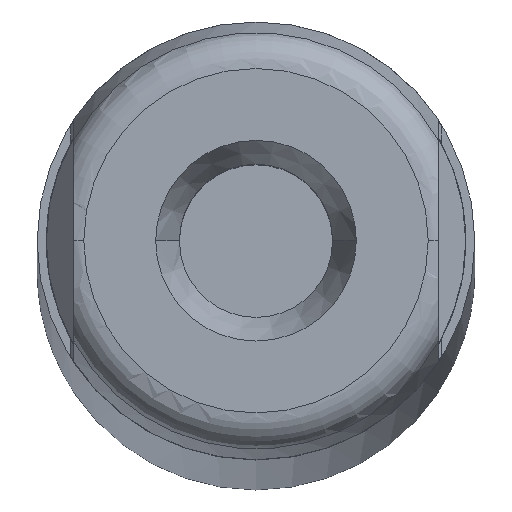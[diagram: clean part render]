
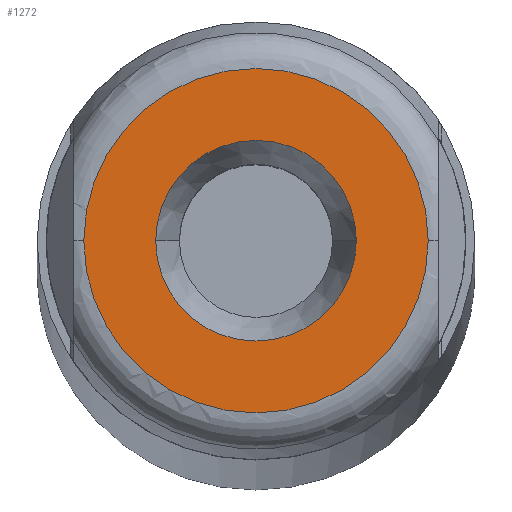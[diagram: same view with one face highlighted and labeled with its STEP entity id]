
A CAD part, top view. The second image highlights one B-rep face of the part: STEP entity #1272.
In plain terms, the highlighted planar face has unit normal (0, 0, 1).
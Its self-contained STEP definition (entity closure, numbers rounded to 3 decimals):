
#67 = EDGE_CURVE ( 'NONE', #71, #77, #497, .T. ) ;
#71 = VERTEX_POINT ( 'NONE', #550 ) ;
#77 = VERTEX_POINT ( 'NONE', #535 ) ;
#261 = VERTEX_POINT ( 'NONE', #894 ) ;
#263 = VERTEX_POINT ( 'NONE', #893 ) ;
#281 = EDGE_CURVE ( 'NONE', #263, #261, #974, .T. ) ;
#493 = DIRECTION ( 'NONE',  ( 1., 0., 0. ) ) ;
#494 = DIRECTION ( 'NONE',  ( 0., 0., 1. ) ) ;
#495 = CARTESIAN_POINT ( 'NONE',  ( 0., 0., 0. ) ) ;
#496 = AXIS2_PLACEMENT_3D ( 'NONE', #495, #494, #493 ) ;
#497 = CIRCLE ( 'NONE', #496, 2.75 ) ;
#535 = CARTESIAN_POINT ( 'NONE',  ( 2.75, 0., 0. ) ) ;
#550 = CARTESIAN_POINT ( 'NONE',  ( -2.75, 0., 0. ) ) ;
#893 = CARTESIAN_POINT ( 'NONE',  ( 4.72, 0., 0. ) ) ;
#894 = CARTESIAN_POINT ( 'NONE',  ( -4.72, 0., 0. ) ) ;
#970 = DIRECTION ( 'NONE',  ( 1., 0., 0. ) ) ;
#971 = DIRECTION ( 'NONE',  ( 0., 0., 1. ) ) ;
#972 = CARTESIAN_POINT ( 'NONE',  ( 0., 0., 0. ) ) ;
#973 = AXIS2_PLACEMENT_3D ( 'NONE', #972, #971, #970 ) ;
#974 = CIRCLE ( 'NONE', #973, 4.72 ) ;
#1176 = DIRECTION ( 'NONE',  ( -1., 0., 0. ) ) ;
#1177 = DIRECTION ( 'NONE',  ( 0., 0., -1. ) ) ;
#1178 = CARTESIAN_POINT ( 'NONE',  ( 0., 0., 0. ) ) ;
#1179 = AXIS2_PLACEMENT_3D ( 'NONE', #1178, #1177, #1176 ) ;
#1180 = PLANE ( 'NONE',  #1179 ) ;
#1181 = FACE_OUTER_BOUND ( 'NONE', #1265, .T. ) ;
#1182 = FACE_BOUND ( 'NONE', #1268, .T. ) ;
#1183 = DIRECTION ( 'NONE',  ( 1., 0., 0. ) ) ;
#1184 = DIRECTION ( 'NONE',  ( 0., 0., 1. ) ) ;
#1185 = AXIS2_PLACEMENT_3D ( 'NONE', #1191, #1184, #1183 ) ;
#1186 = CIRCLE ( 'NONE', #1185, 2.75 ) ;
#1191 = CARTESIAN_POINT ( 'NONE',  ( 0., 0., 0. ) ) ;
#1194 = DIRECTION ( 'NONE',  ( 1., 0., 0. ) ) ;
#1195 = DIRECTION ( 'NONE',  ( 0., 0., 1. ) ) ;
#1196 = CARTESIAN_POINT ( 'NONE',  ( 0., 0., 0. ) ) ;
#1197 = AXIS2_PLACEMENT_3D ( 'NONE', #1196, #1195, #1194 ) ;
#1198 = CIRCLE ( 'NONE', #1197, 4.72 ) ;
#1263 = EDGE_CURVE ( 'NONE', #261, #263, #1198, .T. ) ;
#1265 = EDGE_LOOP ( 'NONE', ( #1267, #1266 ) ) ;
#1266 = ORIENTED_EDGE ( 'NONE', *, *, #1263, .T. ) ;
#1267 = ORIENTED_EDGE ( 'NONE', *, *, #281, .T. ) ;
#1268 = EDGE_LOOP ( 'NONE', ( #1270, #1269 ) ) ;
#1269 = ORIENTED_EDGE ( 'NONE', *, *, #67, .F. ) ;
#1270 = ORIENTED_EDGE ( 'NONE', *, *, #1271, .F. ) ;
#1271 = EDGE_CURVE ( 'NONE', #77, #71, #1186, .T. ) ;
#1272 = ADVANCED_FACE ( 'NONE', ( #1182, #1181 ), #1180, .F. ) ;
